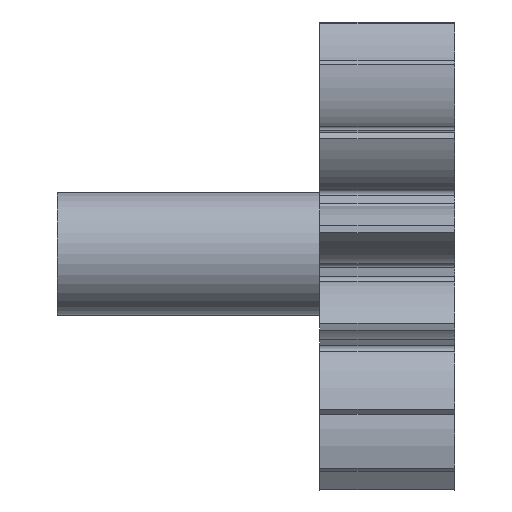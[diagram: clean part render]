
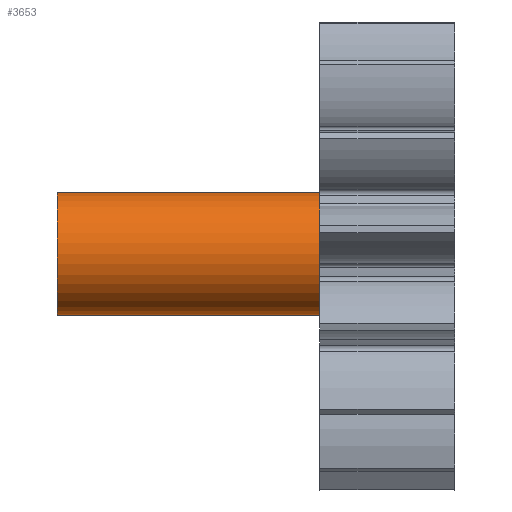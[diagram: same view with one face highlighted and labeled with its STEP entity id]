
A CAD part, left-side view. The second image highlights one B-rep face of the part: STEP entity #3653.
In plain terms, the highlighted cylindrical face has radius 2.5 mm (diameter 5 mm), a full revolution.
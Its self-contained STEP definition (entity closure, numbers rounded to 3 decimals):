
#261=FACE_OUTER_BOUND('',#459,.T.);
#459=EDGE_LOOP('',(#2729,#2730,#2731,#2732,#2733));
#741=LINE('',#5778,#1011);
#1011=VECTOR('',#4706,2.5);
#1205=CIRCLE('',#3960,2.5);
#1206=CIRCLE('',#3961,2.5);
#1207=CIRCLE('',#3962,2.5);
#1522=VERTEX_POINT('',#5773);
#1523=VERTEX_POINT('',#5774);
#1524=VERTEX_POINT('',#5777);
#1987=EDGE_CURVE('',#1522,#1523,#1205,.T.);
#1988=EDGE_CURVE('',#1523,#1522,#1206,.T.);
#1989=EDGE_CURVE('',#1523,#1524,#741,.T.);
#1990=EDGE_CURVE('',#1524,#1524,#1207,.T.);
#2729=ORIENTED_EDGE('',*,*,#1987,.F.);
#2730=ORIENTED_EDGE('',*,*,#1988,.F.);
#2731=ORIENTED_EDGE('',*,*,#1989,.T.);
#2732=ORIENTED_EDGE('',*,*,#1990,.F.);
#2733=ORIENTED_EDGE('',*,*,#1989,.F.);
#3499=CYLINDRICAL_SURFACE('',#3959,2.5);
#3653=ADVANCED_FACE('',(#261),#3499,.T.);
#3959=AXIS2_PLACEMENT_3D('',#5772,#4700,#4701);
#3960=AXIS2_PLACEMENT_3D('',#5775,#4702,#4703);
#3961=AXIS2_PLACEMENT_3D('',#5776,#4704,#4705);
#3962=AXIS2_PLACEMENT_3D('',#5779,#4707,#4708);
#4700=DIRECTION('center_axis',(0.,1.,0.));
#4701=DIRECTION('ref_axis',(1.,0.,0.));
#4702=DIRECTION('center_axis',(0.,1.,0.));
#4703=DIRECTION('ref_axis',(1.,0.,0.));
#4704=DIRECTION('center_axis',(0.,1.,0.));
#4705=DIRECTION('ref_axis',(1.,0.,0.));
#4706=DIRECTION('',(0.,-1.,0.));
#4707=DIRECTION('center_axis',(0.,-1.,0.));
#4708=DIRECTION('ref_axis',(1.,0.,0.));
#5772=CARTESIAN_POINT('Origin',(0.,2.5,0.));
#5773=CARTESIAN_POINT('',(2.5,16.2,0.));
#5774=CARTESIAN_POINT('',(-2.5,16.2,0.));
#5775=CARTESIAN_POINT('Origin',(0.,16.2,0.));
#5776=CARTESIAN_POINT('Origin',(0.,16.2,0.));
#5777=CARTESIAN_POINT('',(-2.5,5.5,0.));
#5778=CARTESIAN_POINT('',(-2.5,2.5,0.));
#5779=CARTESIAN_POINT('Origin',(0.,5.5,0.));
